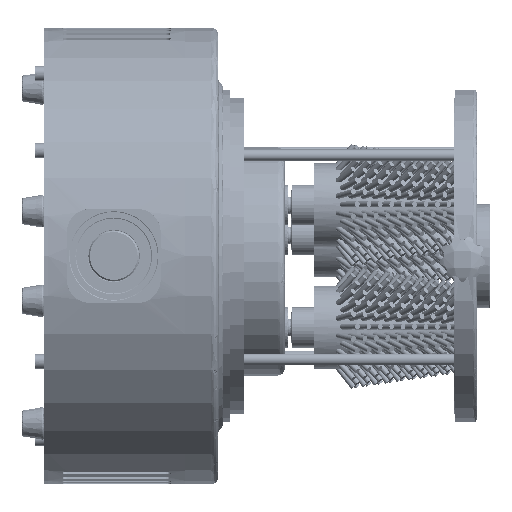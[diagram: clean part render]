
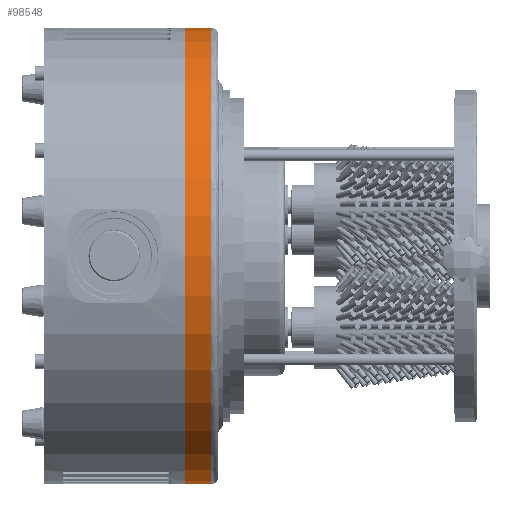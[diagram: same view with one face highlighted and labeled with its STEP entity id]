
A CAD part, front view. The second image highlights one B-rep face of the part: STEP entity #98548.
In plain terms, the highlighted cylindrical face has radius 158 mm (diameter 316 mm), a partial arc.
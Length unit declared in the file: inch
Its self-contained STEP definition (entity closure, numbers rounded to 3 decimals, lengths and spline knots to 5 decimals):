
#5694 = CARTESIAN_POINT ( 'NONE',  ( 4.56693, 9.1013, 21.68963 ) ) ;
#13407 = AXIS2_PLACEMENT_3D ( 'NONE', #131060, #90572, #169834 ) ;
#18241 = ORIENTED_EDGE ( 'NONE', *, *, #140945, .F. ) ;
#24482 = DIRECTION ( 'NONE',  ( -1., 0., 0. ) ) ;
#27704 = VECTOR ( 'NONE', #66477, 39.37008 ) ;
#38567 = CARTESIAN_POINT ( 'NONE',  ( 3.62205, 9.1013, 21.68963 ) ) ;
#40321 = DIRECTION ( 'NONE',  ( -1., 0., 0. ) ) ;
#52495 = CIRCLE ( 'NONE', #147403, 6.22047 ) ;
#56026 = LINE ( 'NONE', #152290, #174187 ) ;
#66477 = DIRECTION ( 'NONE',  ( -1., 0., 0. ) ) ;
#68898 = EDGE_LOOP ( 'NONE', ( #18241, #84250, #109920, #82532, #119154 ) ) ;
#69528 = EDGE_CURVE ( 'NONE', #119089, #71169, #161492, .T. ) ;
#71169 = VERTEX_POINT ( 'NONE', #5694 ) ;
#75266 = AXIS2_PLACEMENT_3D ( 'NONE', #160160, #117842, #172798 ) ;
#77963 = AXIS2_PLACEMENT_3D ( 'NONE', #161869, #40321, #177162 ) ;
#82201 = EDGE_CURVE ( 'NONE', #144995, #119089, #52495, .T. ) ;
#82532 = ORIENTED_EDGE ( 'NONE', *, *, #176778, .T. ) ;
#82733 = CARTESIAN_POINT ( 'NONE',  ( 4.56693, 3.71421, 12.35892 ) ) ;
#83833 = VERTEX_POINT ( 'NONE', #163595 ) ;
#84250 = ORIENTED_EDGE ( 'NONE', *, *, #82201, .T. ) ;
#87153 = VERTEX_POINT ( 'NONE', #100615 ) ;
#90572 = DIRECTION ( 'NONE',  ( 1., 0., 0. ) ) ;
#90875 = EDGE_CURVE ( 'NONE', #87153, #83833, #108337, .T. ) ;
#93766 = DIRECTION ( 'NONE',  ( 0., 0., 1. ) ) ;
#94649 = CARTESIAN_POINT ( 'NONE',  ( 4.56693, 9.1013, 15.46916 ) ) ;
#98548 = ADVANCED_FACE ( 'NONE', ( #122207 ), #127271, .T. ) ;
#100615 = CARTESIAN_POINT ( 'NONE',  ( 3.85827, 9.1013, 21.68963 ) ) ;
#108337 = CIRCLE ( 'NONE', #13407, 6.22047 ) ;
#109920 = ORIENTED_EDGE ( 'NONE', *, *, #69528, .T. ) ;
#110886 = DIRECTION ( 'NONE',  ( -1., 0., 0. ) ) ;
#117842 = DIRECTION ( 'NONE',  ( -1., 0., 0. ) ) ;
#119089 = VERTEX_POINT ( 'NONE', #82733 ) ;
#119154 = ORIENTED_EDGE ( 'NONE', *, *, #90875, .T. ) ;
#122207 = FACE_OUTER_BOUND ( 'NONE', #68898, .T. ) ;
#127271 = CYLINDRICAL_SURFACE ( 'NONE', #77963, 6.22047 ) ;
#131060 = CARTESIAN_POINT ( 'NONE',  ( 3.85827, 9.1013, 15.46916 ) ) ;
#134853 = LINE ( 'NONE', #38567, #27704 ) ;
#140945 = EDGE_CURVE ( 'NONE', #144995, #83833, #56026, .T. ) ;
#144995 = VERTEX_POINT ( 'NONE', #152708 ) ;
#147403 = AXIS2_PLACEMENT_3D ( 'NONE', #94649, #24482, #93766 ) ;
#152290 = CARTESIAN_POINT ( 'NONE',  ( 3.62205, 9.1013, 9.24869 ) ) ;
#152708 = CARTESIAN_POINT ( 'NONE',  ( 4.56693, 9.1013, 9.24869 ) ) ;
#160160 = CARTESIAN_POINT ( 'NONE',  ( 4.56693, 9.1013, 15.46916 ) ) ;
#161492 = CIRCLE ( 'NONE', #75266, 6.22047 ) ;
#161869 = CARTESIAN_POINT ( 'NONE',  ( 3.62205, 9.1013, 15.46916 ) ) ;
#163595 = CARTESIAN_POINT ( 'NONE',  ( 3.85827, 9.1013, 9.24869 ) ) ;
#169834 = DIRECTION ( 'NONE',  ( 0., 0., 1. ) ) ;
#172798 = DIRECTION ( 'NONE',  ( 0., 0., 1. ) ) ;
#174187 = VECTOR ( 'NONE', #110886, 39.37008 ) ;
#176778 = EDGE_CURVE ( 'NONE', #71169, #87153, #134853, .T. ) ;
#177162 = DIRECTION ( 'NONE',  ( 0., 0., 1. ) ) ;
